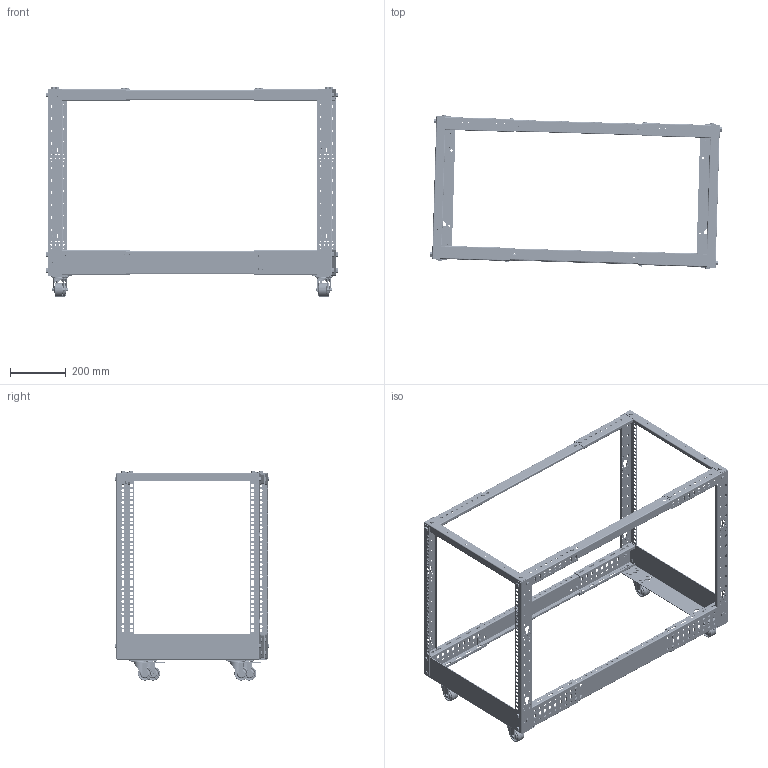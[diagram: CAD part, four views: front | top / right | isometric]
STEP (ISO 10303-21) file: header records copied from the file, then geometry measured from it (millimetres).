
FILE_DESCRIPTION (( 'STEP AP214' ), '1' );
FILE_NAME ('LC4POST12U-M6_3D.step', '2024-01-17T20:16:43', ( '' ), ( '' ), 'SwSTEP 2.0', 'SolidWorks 2022', '' );
FILE_SCHEMA (( 'AUTOMOTIVE_DESIGN' ));
Length unit declared in the file: inch
Products named in the file (87): M6_16^LS_AF13_ASM_4POST45U_LC4POST12U-M6; M6_16^LS_AF3_ASM_4POST45U_LC4POST12U-M6; M6_16^LS_AF8_ASM_4POST45U_LC4POST12U-M6; M6_16^LS_AF0_ASM_4POST45U_LC4POST12U-M6; ____4^SA_AF3_ASM_4POST45U_LC4POST12U-M6; 6^LS_AF12_ASM_4POST45U_LC4POST12U-M6; LS_AF13_ASM^4POST45U_LC4POST12U-M6; M6_16^LS_AF5_ASM_4POST45U_LC4POST12U-M6; LS_AF1_ASM^4POST45U_LC4POST12U-M6; PRT0008^SHUANG_AF0_ASM_1; LS_AF12_ASM^4POST45U_LC4POST12U-M6; LS_AF3_ASM^4POST45U_LC4POST12U-M6; M6_16^LS_AF4_ASM_4POST45U_LC4POST12U-M6; SA_AF0_ASM^4POST45U_LC4POST12U-M6; PRT0001YOU_1; M6_16^LS_AF6_ASM_4POST45U_LC4POST12U-M6; Copy of M10_12^LC4POST12U-M6; SA_AF3_ASM^4POST45U_LC4POST12U-M6; 6^LS_AF9_ASM_4POST45U_LC4POST12U-M6; M10_12^4POST45U_LC4POST12U-M6; LS_AF11_ASM^4POST45U_LC4POST12U-M6; SA_AF2_ASM^4POST45U_LC4POST12U-M6; M6_16^LS_AF14_ASM_4POST45U_LC4POST12U-M6; 6^LS_AF3_ASM_4POST45U_LC4POST12U-M6; M10_12^SHUANG_AF0_ASM_1; LS_AF7_ASM^4POST45U_LC4POST12U-M6; 6^LS_AF15_ASM_4POST45U_LC4POST12U-M6; SHUANG_AF1_ASM_2; M6_16^LS_AF11_ASM_4POST45U_LC4POST12U-M6; 6^LS_AF8_ASM_4POST45U_LC4POST12U-M6; M6_16^LS_AF7_ASM_4POST45U_LC4POST12U-M6; 7-1^SA_AF3_ASM_4POST45U_LC4POST12U-M6; PRT0009^SHUANG_AF1_ASM_2; M10_12^SHUANG_AF1_ASM_2; 6^LS_AF5_ASM_4POST45U_LC4POST12U-M6; PRT0007^SHUANG_AF0_ASM_1; PRT0006^4POST45U_LC4POST12U-M6; 6^LS_AF11_ASM_4POST45U_LC4POST12U-M6; PRT0001YOU_2; 7-1^SA_AF1_ASM_4POST45U_LC4POST12U-M6 ...
Assembly tree (123 placements, depth 5):
  LC4POST12U-M6_3D
    4POST45U^LC4POST12U-M6
      SHUANG_AF0_ASM_1
        PRT0007^SHUANG_AF0_ASM_1  x2
        PRT0003^SHUANG_AF0_ASM_1
        PRT0003YOU^SHUANG_AF0_ASM_1
        PRT0009^SHUANG_AF0_ASM_1
        PRT0008^SHUANG_AF0_ASM_1
        M10_12^SHUANG_AF0_ASM_1  x12
        PRT0001YOU_1
          PRT0001YOU_1
          PRT0001YOU_2
        PRT0001YOU_2
          PRT0001YOU_3
          PRT0001YOU_4
      SHUANG_AF1_ASM_2
        PRT0007^SHUANG_AF1_ASM_2  x2
        PRT0003^SHUANG_AF1_ASM_2
        PRT0003YOU^SHUANG_AF1_ASM_2
        PRT0009^SHUANG_AF1_ASM_2
        PRT0008^SHUANG_AF1_ASM_2
        M10_12^SHUANG_AF1_ASM_2  x12
        PRT0001YOU_1
          PRT0001YOU_1
          PRT0001YOU_2
        PRT0001YOU_2
          PRT0001YOU_3
          PRT0001YOU_4
      SA_AF0_ASM^4POST45U_LC4POST12U-M6
        7-1^SA_AF0_ASM_4POST45U_LC4POST12U-M6
        ____4^SA_AF0_ASM_4POST45U_LC4POST12U-M6
      SA_AF1_ASM^4POST45U_LC4POST12U-M6
        7-1^SA_AF1_ASM_4POST45U_LC4POST12U-M6
        ____4^SA_AF1_ASM_4POST45U_LC4POST12U-M6
      SA_AF2_ASM^4POST45U_LC4POST12U-M6
        7-1^SA_AF2_ASM_4POST45U_LC4POST12U-M6
        ____4^SA_AF2_ASM_4POST45U_LC4POST12U-M6
      SA_AF3_ASM^4POST45U_LC4POST12U-M6
        7-1^SA_AF3_ASM_4POST45U_LC4POST12U-M6
        ____4^SA_AF3_ASM_4POST45U_LC4POST12U-M6
      LS_AF0_ASM^4POST45U_LC4POST12U-M6
        M6_16^LS_AF0_ASM_4POST45U_LC4POST12U-M6
        6^LS_AF0_ASM_4POST45U_LC4POST12U-M6
      LS_AF1_ASM^4POST45U_LC4POST12U-M6
        M6_16^LS_AF1_ASM_4POST45U_LC4POST12U-M6
        6^LS_AF1_ASM_4POST45U_LC4POST12U-M6
      LS_AF2_ASM^4POST45U_LC4POST12U-M6
        M6_16^LS_AF2_ASM_4POST45U_LC4POST12U-M6
        6^LS_AF2_ASM_4POST45U_LC4POST12U-M6
      LS_AF3_ASM^4POST45U_LC4POST12U-M6
        M6_16^LS_AF3_ASM_4POST45U_LC4POST12U-M6
        6^LS_AF3_ASM_4POST45U_LC4POST12U-M6
      LS_AF4_ASM^4POST45U_LC4POST12U-M6
        M6_16^LS_AF4_ASM_4POST45U_LC4POST12U-M6
        6^LS_AF4_ASM_4POST45U_LC4POST12U-M6
      LS_AF5_ASM^4POST45U_LC4POST12U-M6
        M6_16^LS_AF5_ASM_4POST45U_LC4POST12U-M6
        6^LS_AF5_ASM_4POST45U_LC4POST12U-M6
      LS_AF6_ASM^4POST45U_LC4POST12U-M6
        M6_16^LS_AF6_ASM_4POST45U_LC4POST12U-M6
Bounding box: 1047.98 x 553.98 x 751.9 mm (x, y, z)
Volume: 2487275.4 mm3; surface area: 2223735 mm2
Topology: 100 solids, 100 shells, 6318 faces, 16994 edges, 11004 vertices
Faces by surface type: plane 2928, cylinder 2718, bspline 376, torus 208, cone 56, sphere 32
Entity records: 190761 total; most frequent: CARTESIAN_POINT 85207, ORIENTED_EDGE 21662, DIRECTION 20133, EDGE_CURVE 10831, AXIS2_PLACEMENT_3D 7016, VERTEX_POINT 6986, VECTOR 6101, LINE 6101
